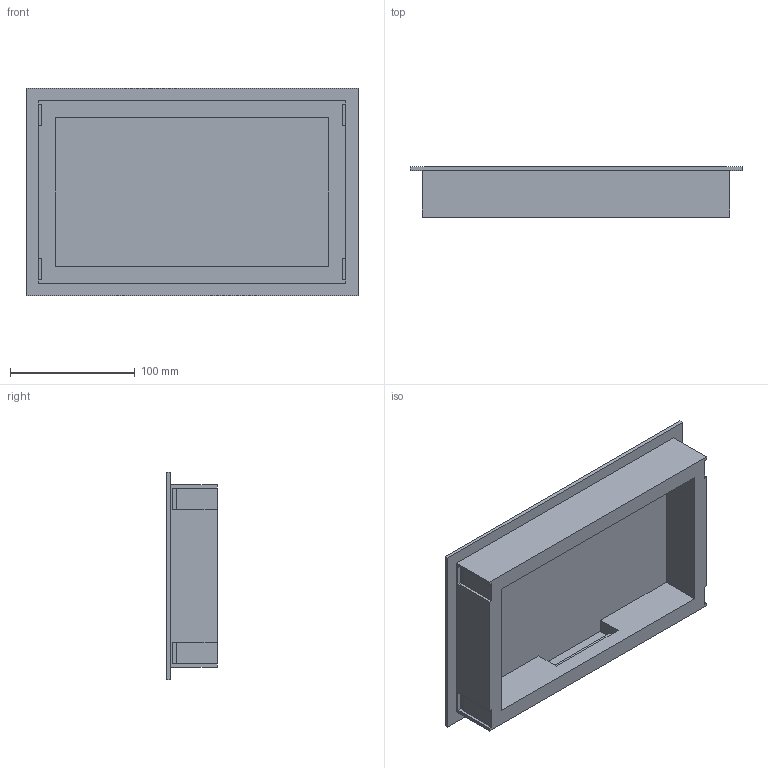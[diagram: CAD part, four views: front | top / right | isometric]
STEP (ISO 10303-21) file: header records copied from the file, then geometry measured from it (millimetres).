
FILE_DESCRIPTION (( 'STEP AP203' ), '1' );
FILE_NAME ('BDE0405-vereinfacht.STEP', '2023-02-28T15:40:43', ( '' ), ( '' ), 'SwSTEP 2.0', 'SolidWorks 2021', '' );
FILE_SCHEMA (( 'CONFIG_CONTROL_DESIGN' ));
Length unit declared in the file: millimetre
Products named in the file (3): KD E4 R5 Rahmen-simplified_Standard; Blinddeckelblech E4_Standard; BDE0405-vereinfacht
Assembly tree (2 placements, depth 2):
  BDE0405-vereinfacht
    KD E4 R5 Rahmen-simplified_Standard
    Blinddeckelblech E4_Standard
Bounding box: 266 x 40.5 x 166 mm (x, y, z)
Volume: 428831.9 mm3; surface area: 166715.5 mm2
Topology: 2 solids, 2 shells, 57 faces, 172 edges, 112 vertices
Faces by surface type: plane 49, cone 4, cylinder 4
Entity records: 2227 total; most frequent: CARTESIAN_POINT 346, ORIENTED_EDGE 344, DIRECTION 308, EDGE_CURVE 172, LINE 160, VECTOR 160, VERTEX_POINT 112, AXIS2_PLACEMENT_3D 74
